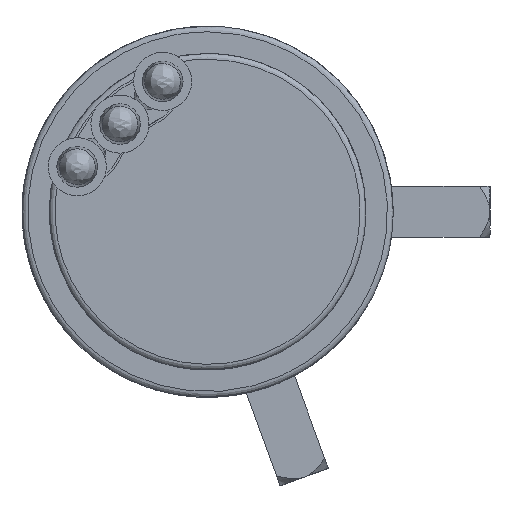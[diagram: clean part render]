
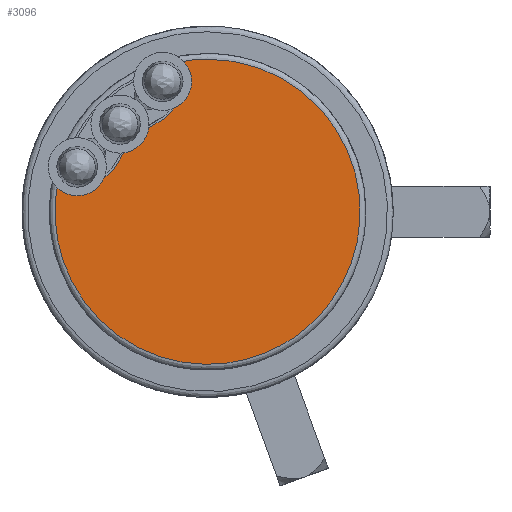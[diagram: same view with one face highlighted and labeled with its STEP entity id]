
A CAD part, left-side view. The second image highlights one B-rep face of the part: STEP entity #3096.
In plain terms, the highlighted free-form (B-spline) face has degree [1, 1] with [2, 2] control points.
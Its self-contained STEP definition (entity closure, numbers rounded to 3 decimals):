
#2895 = VERTEX_POINT('',#2896);
#2896 = CARTESIAN_POINT('',(0.,5.971,
    17.95));
#2912 = VERTEX_POINT('',#2913);
#2913 = CARTESIAN_POINT('',(0.,17.95,
    5.971));
#2934 = EDGE_CURVE('',#2935,#2912,#2937,.T.);
#2935 = VERTEX_POINT('',#2936);
#2936 = CARTESIAN_POINT('',(0.,16.856,
    4.877));
#2937 = B_SPLINE_CURVE_WITH_KNOTS('',1,(#2938,#2939),.UNSPECIFIED.,.F.,
  .F.,(2,2),(0.528,1.624),.PIECEWISE_BEZIER_KNOTS.);
#2938 = CARTESIAN_POINT('',(0.,16.856,
    4.877));
#2939 = CARTESIAN_POINT('',(0.,17.95,
    5.971));
#2972 = VERTEX_POINT('',#2973);
#2973 = CARTESIAN_POINT('',(0.,11.327,
    5.756));
#2978 = EDGE_CURVE('',#2972,#2935,#2979,.T.);
#2979 = ( BOUNDED_CURVE() B_SPLINE_CURVE(2,(#2980,#2981,#2982),
.UNSPECIFIED.,.F.,.F.) B_SPLINE_CURVE_WITH_KNOTS((3,3),(4.397,
6.283),.PIECEWISE_BEZIER_KNOTS.) CURVE() 
GEOMETRIC_REPRESENTATION_ITEM() RATIONAL_B_SPLINE_CURVE((1.,
0.587,1.)) REPRESENTATION_ITEM('') );
#2980 = CARTESIAN_POINT('',(0.,11.327,
    5.756));
#2981 = CARTESIAN_POINT('',(0.,13.486,
    1.507));
#2982 = CARTESIAN_POINT('',(0.,16.856,
    4.877));
#2994 = EDGE_CURVE('',#2995,#2972,#2997,.T.);
#2995 = VERTEX_POINT('',#2996);
#2996 = CARTESIAN_POINT('',(0.,5.756,
    11.327));
#2997 = ( BOUNDED_CURVE() B_SPLINE_CURVE(2,(#2998,#2999,#3000),
.UNSPECIFIED.,.F.,.F.) B_SPLINE_CURVE_WITH_KNOTS((3,3),(3.142,
3.772),.PIECEWISE_BEZIER_KNOTS.) CURVE() 
GEOMETRIC_REPRESENTATION_ITEM() RATIONAL_B_SPLINE_CURVE((1.,
0.951,1.)) REPRESENTATION_ITEM('') );
#2998 = CARTESIAN_POINT('',(0.,5.756,
    11.327));
#2999 = CARTESIAN_POINT('',(0.,9.45,
    9.45));
#3000 = CARTESIAN_POINT('',(0.,11.327,
    5.756));
#3036 = VERTEX_POINT('',#3037);
#3037 = CARTESIAN_POINT('',(0.,4.877,
    16.856));
#3042 = EDGE_CURVE('',#3036,#2995,#3043,.T.);
#3043 = ( BOUNDED_CURVE() B_SPLINE_CURVE(2,(#3044,#3045,#3046),
.UNSPECIFIED.,.F.,.F.) B_SPLINE_CURVE_WITH_KNOTS((3,3),(4.397,
6.283),.PIECEWISE_BEZIER_KNOTS.) CURVE() 
GEOMETRIC_REPRESENTATION_ITEM() RATIONAL_B_SPLINE_CURVE((1.,
0.587,1.)) REPRESENTATION_ITEM('') );
#3044 = CARTESIAN_POINT('',(0.,4.877,
    16.856));
#3045 = CARTESIAN_POINT('',(0.,1.507,
    13.486));
#3046 = CARTESIAN_POINT('',(0.,5.756,
    11.327));
#3058 = EDGE_CURVE('',#2895,#3036,#3059,.T.);
#3059 = B_SPLINE_CURVE_WITH_KNOTS('',1,(#3060,#3061),.UNSPECIFIED.,.F.,
  .F.,(2,2),(-1.076,0.019),
  .PIECEWISE_BEZIER_KNOTS.);
#3060 = CARTESIAN_POINT('',(0.,5.971,
    17.95));
#3061 = CARTESIAN_POINT('',(0.,4.877,
    16.856));
#3096 = ADVANCED_FACE('',(#3097),#3120,.T.);
#3097 = FACE_BOUND('',#3098,.T.);
#3098 = EDGE_LOOP('',(#3099,#3100,#3101,#3102,#3103,#3104,#3114));
#3099 = ORIENTED_EDGE('',*,*,#3058,.T.);
#3100 = ORIENTED_EDGE('',*,*,#3042,.T.);
#3101 = ORIENTED_EDGE('',*,*,#2994,.T.);
#3102 = ORIENTED_EDGE('',*,*,#2978,.T.);
#3103 = ORIENTED_EDGE('',*,*,#2934,.T.);
#3104 = ORIENTED_EDGE('',*,*,#3105,.F.);
#3105 = EDGE_CURVE('',#3106,#2912,#3108,.T.);
#3106 = VERTEX_POINT('',#3107);
#3107 = CARTESIAN_POINT('',(0.,0.,
    18.917));
#3108 = ( BOUNDED_CURVE() B_SPLINE_CURVE(2,(#3109,#3110,#3111,#3112,
#3113),.UNSPECIFIED.,.F.,.F.) B_SPLINE_CURVE_WITH_KNOTS((3,2,3),(
    4.712,7.229,9.746),
.PIECEWISE_BEZIER_KNOTS.) CURVE() GEOMETRIC_REPRESENTATION_ITEM() 
RATIONAL_B_SPLINE_CURVE((1.,0.307,1.,0.307,1.)) 
REPRESENTATION_ITEM('') );
#3109 = CARTESIAN_POINT('',(0.,0.,
    18.917));
#3110 = CARTESIAN_POINT('',(0.,-58.568,
    18.917));
#3111 = CARTESIAN_POINT('',(0.,-11.066,
    -15.343));
#3112 = CARTESIAN_POINT('',(0.,36.437,
    -49.603));
#3113 = CARTESIAN_POINT('',(0.,17.95,
    5.971));
#3114 = ORIENTED_EDGE('',*,*,#3115,.F.);
#3115 = EDGE_CURVE('',#2895,#3106,#3116,.T.);
#3116 = ( BOUNDED_CURVE() B_SPLINE_CURVE(2,(#3117,#3118,#3119),
.UNSPECIFIED.,.F.,.F.) B_SPLINE_CURVE_WITH_KNOTS((3,3),(4.391,
4.712),.PIECEWISE_BEZIER_KNOTS.) CURVE() 
GEOMETRIC_REPRESENTATION_ITEM() RATIONAL_B_SPLINE_CURVE((1.,
0.987,1.)) REPRESENTATION_ITEM('') );
#3117 = CARTESIAN_POINT('',(0.,5.971,
    17.95));
#3118 = CARTESIAN_POINT('',(0.,3.064,
    18.917));
#3119 = CARTESIAN_POINT('',(0.,0.,
    18.917));
#3120 = B_SPLINE_SURFACE_WITH_KNOTS('',1,1,(
    (#3121,#3122)
    ,(#3123,#3124
    )),.UNSPECIFIED.,.F.,.F.,.F.,(2,2),(2,2),(-13.4,13.4),(-27.3,-0.5),
  .PIECEWISE_BEZIER_KNOTS.);
#3121 = CARTESIAN_POINT('',(0.,-18.917,
    -18.917));
#3122 = CARTESIAN_POINT('',(0.,18.917,
    -18.917));
#3123 = CARTESIAN_POINT('',(0.,-18.917,
    18.917));
#3124 = CARTESIAN_POINT('',(0.,18.917,
    18.917));
